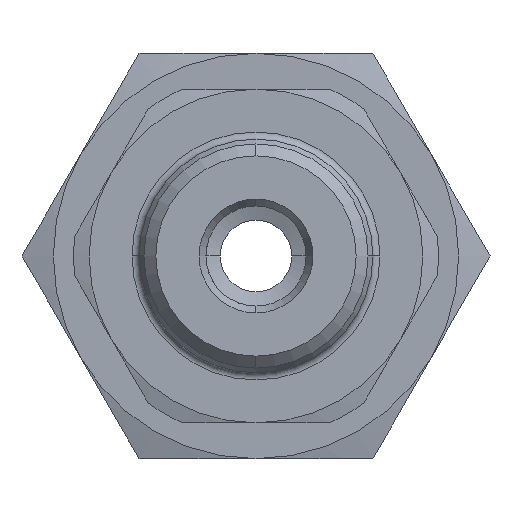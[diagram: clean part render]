
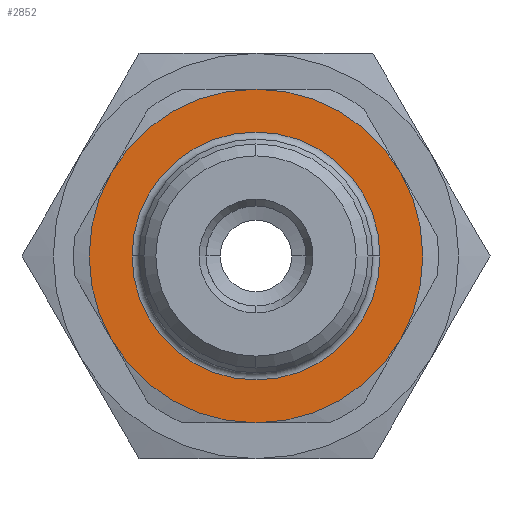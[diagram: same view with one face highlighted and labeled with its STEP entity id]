
A CAD part, left-side view. The second image highlights one B-rep face of the part: STEP entity #2852.
In plain terms, the highlighted face is planar.
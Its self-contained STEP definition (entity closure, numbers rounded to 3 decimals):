
#22=CARTESIAN_POINT('',(0.,0.,
7.));
#129=CARTESIAN_POINT('',(6.062,0.,3.5));
#877=CARTESIAN_POINT('',(0.,0.,0.));
#878=DIRECTION('',(0.,-1.,0.));
#879=DIRECTION('',(-0.866,0.,-0.5));
#880=AXIS2_PLACEMENT_3D('',#877,#878,#879);
#882=CARTESIAN_POINT('',(0.,0.,0.));
#883=DIRECTION('',(0.,-1.,0.));
#884=DIRECTION('',(0.,0.,-1.));
#885=AXIS2_PLACEMENT_3D('',#882,#883,#884);
#887=CARTESIAN_POINT('',(0.,0.,0.));
#888=DIRECTION('',(0.,1.,0.));
#889=DIRECTION('',(0.,0.,1.));
#890=AXIS2_PLACEMENT_3D('',#887,#888,#889);
#892=CARTESIAN_POINT('',(0.,0.,0.));
#893=DIRECTION('',(0.,1.,0.));
#894=DIRECTION('',(-0.866,0.,0.5));
#895=AXIS2_PLACEMENT_3D('',#892,#893,#894);
#897=CARTESIAN_POINT('',(0.,0.,0.));
#898=DIRECTION('',(0.,1.,0.));
#899=DIRECTION('',(1.,0.,0.));
#900=AXIS2_PLACEMENT_3D('',#897,#898,#899);
#902=CARTESIAN_POINT('',(0.,0.,0.));
#903=DIRECTION('',(0.,1.,0.));
#904=DIRECTION('',(-1.,0.,0.));
#905=AXIS2_PLACEMENT_3D('',#902,#903,#904);
#912=CARTESIAN_POINT('',(0.,0.,0.));
#913=DIRECTION('',(0.,1.,0.));
#914=DIRECTION('',(0.866,0.,0.5));
#915=AXIS2_PLACEMENT_3D('',#912,#913,#914);
#917=CARTESIAN_POINT('',(0.,0.,0.));
#918=DIRECTION('',(0.,1.,0.));
#919=DIRECTION('',(-0.866,0.,-0.5));
#920=AXIS2_PLACEMENT_3D('',#917,#918,#919);
#947=CARTESIAN_POINT('',(-6.062,0.,
-3.5));
#979=CARTESIAN_POINT('',(0.,0.,
-7.));
#1011=CARTESIAN_POINT('',(6.062,0.,
-3.5));
#1043=CARTESIAN_POINT('',(-6.062,0.,
3.5));
#1347=VERTEX_POINT('',#22);
#1350=VERTEX_POINT('',#1043);
#1353=VERTEX_POINT('',#947);
#1356=VERTEX_POINT('',#979);
#1359=VERTEX_POINT('',#1011);
#1362=VERTEX_POINT('',#129);
#1560=CARTESIAN_POINT('',(5.2,0.,0.));
#1561=CARTESIAN_POINT('',(-5.2,0.,0.));
#1562=VERTEX_POINT('',#1560);
#1563=VERTEX_POINT('',#1561);
#2828=CARTESIAN_POINT('',(0.,0.,0.));
#2829=DIRECTION('',(0.,-1.,0.));
#2830=DIRECTION('',(-1.,0.,0.));
#2831=AXIS2_PLACEMENT_3D('',#2828,#2829,#2830);
#2832=PLANE('',#2831);
#2834=ORIENTED_EDGE('',*,*,#2833,.F.);
#2836=ORIENTED_EDGE('',*,*,#2835,.T.);
#2838=ORIENTED_EDGE('',*,*,#2837,.T.);
#2840=ORIENTED_EDGE('',*,*,#2839,.F.);
#2842=ORIENTED_EDGE('',*,*,#2841,.F.);
#2844=ORIENTED_EDGE('',*,*,#2843,.F.);
#2845=EDGE_LOOP('',(#2834,#2836,#2838,#2840,#2842,#2844));
#2846=FACE_OUTER_BOUND('',#2845,.F.);
#2847=ORIENTED_EDGE('',*,*,#2818,.T.);
#2849=ORIENTED_EDGE('',*,*,#2848,.T.);
#2850=EDGE_LOOP('',(#2847,#2849));
#2851=FACE_BOUND('',#2850,.F.);
#2852=ADVANCED_FACE('',(#2846,#2851),#2832,.F.);
#881=CIRCLE('',#880,7.);
#886=CIRCLE('',#885,7.);
#891=CIRCLE('',#890,7.);
#896=CIRCLE('',#895,7.);
#901=CIRCLE('',#900,5.2);
#906=CIRCLE('',#905,5.2);
#916=CIRCLE('',#915,7.);
#921=CIRCLE('',#920,7.);
#2818=EDGE_CURVE('',#1562,#1563,#901,.T.);
#2833=EDGE_CURVE('',#1353,#1350,#921,.T.);
#2835=EDGE_CURVE('',#1353,#1356,#881,.T.);
#2837=EDGE_CURVE('',#1356,#1359,#886,.T.);
#2839=EDGE_CURVE('',#1362,#1359,#916,.T.);
#2841=EDGE_CURVE('',#1347,#1362,#891,.T.);
#2843=EDGE_CURVE('',#1350,#1347,#896,.T.);
#2848=EDGE_CURVE('',#1563,#1562,#906,.T.);
